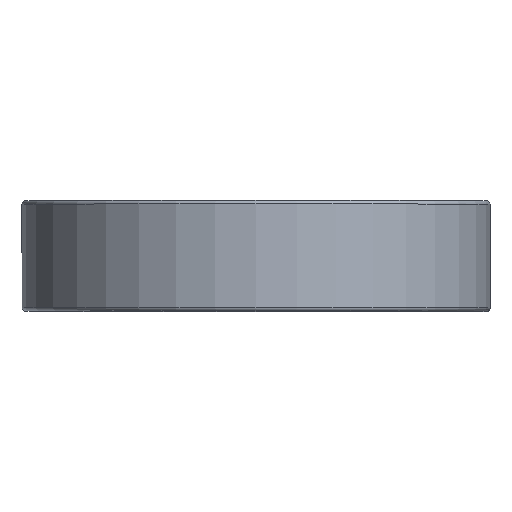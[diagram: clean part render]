
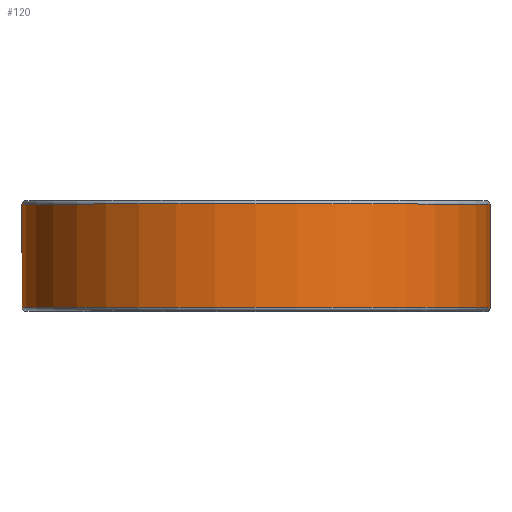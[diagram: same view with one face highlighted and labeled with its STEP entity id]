
A CAD part, top view. The second image highlights one B-rep face of the part: STEP entity #120.
In plain terms, the highlighted cylindrical face has radius 50.432 mm (diameter 100.863 mm), a partial arc.
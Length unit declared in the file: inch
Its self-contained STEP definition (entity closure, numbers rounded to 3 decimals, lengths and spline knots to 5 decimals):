
#2 = DIRECTION ( 'NONE',  ( 0., -1., 0. ) ) ;
#48 = CARTESIAN_POINT ( 'NONE',  ( 0., -0.43875, -1.9855 ) ) ;
#106 = CARTESIAN_POINT ( 'NONE',  ( 1.9855, 0.43875, 0. ) ) ;
#120 = ADVANCED_FACE ( 'NONE', ( #1857 ), #1668, .T. ) ;
#319 = CARTESIAN_POINT ( 'NONE',  ( 1.9855, 0.43875, 0. ) ) ;
#486 = CIRCLE ( 'NONE', #1074, 1.9855 ) ;
#512 = DIRECTION ( 'NONE',  ( 0., -1., 0. ) ) ;
#513 = AXIS2_PLACEMENT_3D ( 'NONE', #539, #512, #1073 ) ;
#539 = CARTESIAN_POINT ( 'NONE',  ( 0., 0.4375, 0. ) ) ;
#601 = DIRECTION ( 'NONE',  ( 0., 1., 0. ) ) ;
#712 = VECTOR ( 'NONE', #1836, 39.37008 ) ;
#719 = VECTOR ( 'NONE', #601, 39.37008 ) ;
#755 = LINE ( 'NONE', #824, #719 ) ;
#770 = LINE ( 'NONE', #106, #712 ) ;
#791 = EDGE_CURVE ( 'NONE', #1729, #849, #770, .T. ) ;
#793 = AXIS2_PLACEMENT_3D ( 'NONE', #1968, #830, #2131 ) ;
#812 = ORIENTED_EDGE ( 'NONE', *, *, #1352, .F. ) ;
#824 = CARTESIAN_POINT ( 'NONE',  ( 0., 0.43875, -1.9855 ) ) ;
#830 = DIRECTION ( 'NONE',  ( 0., -1., 0. ) ) ;
#849 = VERTEX_POINT ( 'NONE', #319 ) ;
#860 = ORIENTED_EDGE ( 'NONE', *, *, #1688, .T. ) ;
#922 = VERTEX_POINT ( 'NONE', #1702 ) ;
#1073 = DIRECTION ( 'NONE',  ( 0., 0., -1. ) ) ;
#1074 = AXIS2_PLACEMENT_3D ( 'NONE', #1158, #2, #1345 ) ;
#1158 = CARTESIAN_POINT ( 'NONE',  ( 0., 0.43875, 0. ) ) ;
#1172 = CARTESIAN_POINT ( 'NONE',  ( 1.9855, -0.43875, 0. ) ) ;
#1344 = ORIENTED_EDGE ( 'NONE', *, *, #791, .T. ) ;
#1345 = DIRECTION ( 'NONE',  ( 0., 0., -1. ) ) ;
#1352 = EDGE_CURVE ( 'NONE', #1408, #922, #755, .T. ) ;
#1408 = VERTEX_POINT ( 'NONE', #48 ) ;
#1465 = ORIENTED_EDGE ( 'NONE', *, *, #1849, .F. ) ;
#1500 = EDGE_LOOP ( 'NONE', ( #1344, #860, #812, #1465 ) ) ;
#1668 = CYLINDRICAL_SURFACE ( 'NONE', #513, 1.9855 ) ;
#1688 = EDGE_CURVE ( 'NONE', #849, #922, #486, .T. ) ;
#1702 = CARTESIAN_POINT ( 'NONE',  ( 0., 0.43875, -1.9855 ) ) ;
#1729 = VERTEX_POINT ( 'NONE', #1172 ) ;
#1836 = DIRECTION ( 'NONE',  ( 0., 1., 0. ) ) ;
#1849 = EDGE_CURVE ( 'NONE', #1729, #1408, #2362, .T. ) ;
#1857 = FACE_OUTER_BOUND ( 'NONE', #1500, .T. ) ;
#1968 = CARTESIAN_POINT ( 'NONE',  ( 0., -0.43875, 0. ) ) ;
#2131 = DIRECTION ( 'NONE',  ( 0., 0., -1. ) ) ;
#2362 = CIRCLE ( 'NONE', #793, 1.9855 ) ;
